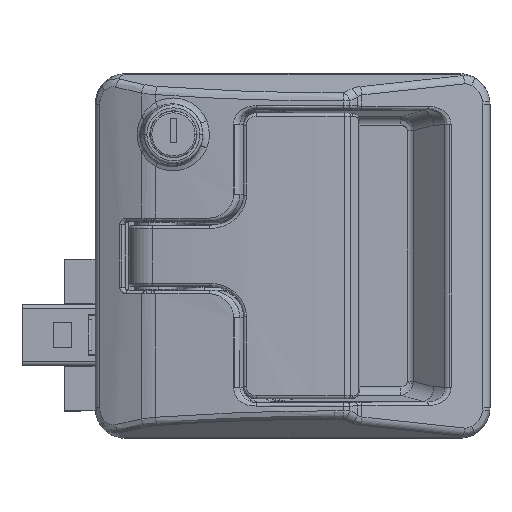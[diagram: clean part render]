
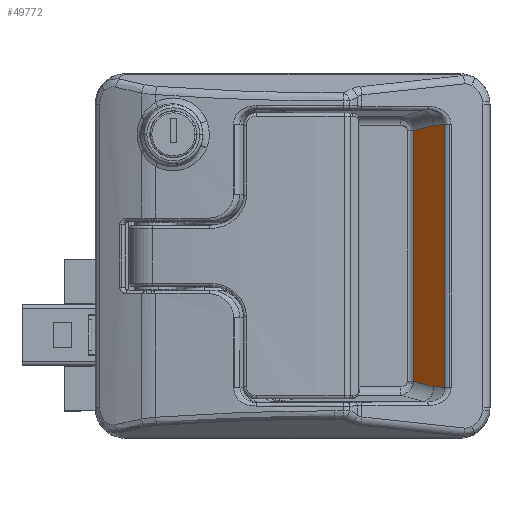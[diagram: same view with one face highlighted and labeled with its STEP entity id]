
A CAD part, top view. The second image highlights one B-rep face of the part: STEP entity #49772.
In plain terms, the highlighted planar face has unit normal (-0.707, 0, 0.707).
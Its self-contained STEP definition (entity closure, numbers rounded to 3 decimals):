
#540 = CARTESIAN_POINT ( 'NONE',  ( 95.148, -43.161, 6.757 ) ) ;
#591 = DIRECTION ( 'NONE',  ( 0., -1., 0. ) ) ;
#2607 = VECTOR ( 'NONE', #55148, 1000. ) ;
#2867 = ORIENTED_EDGE ( 'NONE', *, *, #26889, .T. ) ;
#4494 = ORIENTED_EDGE ( 'NONE', *, *, #28929, .T. ) ;
#4820 = DIRECTION ( 'NONE',  ( -0.707, 0., 0.707 ) ) ;
#5623 = LINE ( 'NONE', #10970, #2607 ) ;
#5624 = FACE_OUTER_BOUND ( 'NONE', #27003, .T. ) ;
#7357 = VECTOR ( 'NONE', #62051, 1000. ) ;
#7754 = DIRECTION ( 'NONE',  ( 0.707, -0.019, 0.707 ) ) ;
#8161 = VERTEX_POINT ( 'NONE', #60377 ) ;
#8227 = LINE ( 'NONE', #59429, #23329 ) ;
#9172 = CARTESIAN_POINT ( 'NONE',  ( 95.148, -43.161, 6.757 ) ) ;
#9998 = EDGE_CURVE ( 'NONE', #20810, #8161, #5623, .T. ) ;
#10764 = VECTOR ( 'NONE', #7754, 1000. ) ;
#10893 = DIRECTION ( 'NONE',  ( 0.695, -0.186, 0.695 ) ) ;
#10970 = CARTESIAN_POINT ( 'NONE',  ( 72.518, 37.96, -15.873 ) ) ;
#11146 = LINE ( 'NONE', #28545, #7357 ) ;
#14171 = CARTESIAN_POINT ( 'NONE',  ( 91.578, 43.067, 3.187 ) ) ;
#15641 = ORIENTED_EDGE ( 'NONE', *, *, #43063, .T. ) ;
#18331 = VERTEX_POINT ( 'NONE', #52943 ) ;
#18651 = DIRECTION ( 'NONE',  ( -0.707, 0., -0.707 ) ) ;
#19052 = PLANE ( 'NONE',  #60828 ) ;
#20810 = VERTEX_POINT ( 'NONE', #14171 ) ;
#23329 = VECTOR ( 'NONE', #591, 1000. ) ;
#23401 = CARTESIAN_POINT ( 'NONE',  ( 95.148, 43.161, 6.757 ) ) ;
#25323 = VECTOR ( 'NONE', #10893, 1000. ) ;
#26889 = EDGE_CURVE ( 'NONE', #56818, #18331, #32250, .T. ) ;
#27003 = EDGE_LOOP ( 'NONE', ( #29293, #44733, #15641, #31230, #4494, #2867 ) ) ;
#28545 = CARTESIAN_POINT ( 'NONE',  ( 82.851, 42.839, -5.54 ) ) ;
#28929 = EDGE_CURVE ( 'NONE', #8161, #56818, #8227, .T. ) ;
#29293 = ORIENTED_EDGE ( 'NONE', *, *, #52300, .T. ) ;
#30754 = VERTEX_POINT ( 'NONE', #540 ) ;
#31230 = ORIENTED_EDGE ( 'NONE', *, *, #9998, .T. ) ;
#31859 = B_SPLINE_CURVE_WITH_KNOTS ( 'NONE', 3,
 ( #9172, #62477, #52910, #23401 ),
 .UNSPECIFIED., .F., .F.,
 ( 4, 4 ),
 ( 0., 1. ),
 .UNSPECIFIED. ) ;
#32250 = LINE ( 'NONE', #59966, #25323 ) ;
#38541 = CARTESIAN_POINT ( 'NONE',  ( 84.041, -48.05, -4.35 ) ) ;
#39631 = EDGE_CURVE ( 'NONE', #30754, #50692, #31859, .T. ) ;
#43063 = EDGE_CURVE ( 'NONE', #50692, #20810, #11146, .T. ) ;
#44733 = ORIENTED_EDGE ( 'NONE', *, *, #39631, .T. ) ;
#45098 = LINE ( 'NONE', #46369, #10764 ) ;
#46369 = CARTESIAN_POINT ( 'NONE',  ( 96.064, -43.185, 7.673 ) ) ;
#47142 = CARTESIAN_POINT ( 'NONE',  ( 95.148, 43.161, 6.757 ) ) ;
#48085 = CARTESIAN_POINT ( 'NONE',  ( 84.92, -41.283, -3.471 ) ) ;
#49772 = ADVANCED_FACE ( 'NONE', ( #5624 ), #19052, .T. ) ;
#50692 = VERTEX_POINT ( 'NONE', #47142 ) ;
#52300 = EDGE_CURVE ( 'NONE', #18331, #30754, #45098, .T. ) ;
#52910 = CARTESIAN_POINT ( 'NONE',  ( 95.148, 14.387, 6.757 ) ) ;
#52943 = CARTESIAN_POINT ( 'NONE',  ( 91.578, -43.067, 3.187 ) ) ;
#55148 = DIRECTION ( 'NONE',  ( -0.695, -0.186, -0.695 ) ) ;
#56818 = VERTEX_POINT ( 'NONE', #48085 ) ;
#59429 = CARTESIAN_POINT ( 'NONE',  ( 84.92, -41.048, -3.471 ) ) ;
#59966 = CARTESIAN_POINT ( 'NONE',  ( 94.595, -43.876, 6.204 ) ) ;
#60377 = CARTESIAN_POINT ( 'NONE',  ( 84.92, 41.283, -3.471 ) ) ;
#60828 = AXIS2_PLACEMENT_3D ( 'NONE', #38541, #4820, #18651 ) ;
#62051 = DIRECTION ( 'NONE',  ( -0.707, -0.019, -0.707 ) ) ;
#62477 = CARTESIAN_POINT ( 'NONE',  ( 95.148, -14.387, 6.757 ) ) ;
